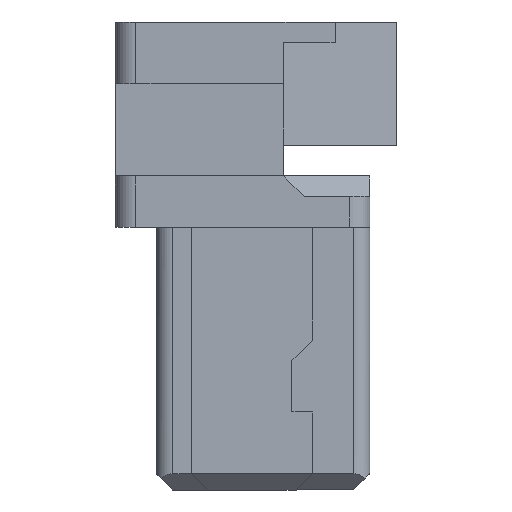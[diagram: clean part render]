
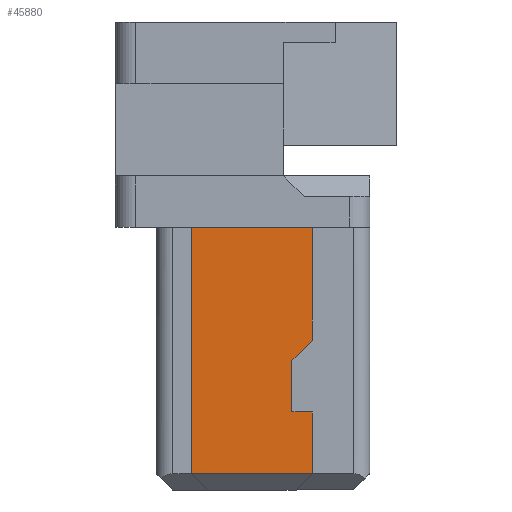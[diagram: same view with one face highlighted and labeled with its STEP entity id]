
A CAD part, left-side view. The second image highlights one B-rep face of the part: STEP entity #45880.
In plain terms, the highlighted face is planar.
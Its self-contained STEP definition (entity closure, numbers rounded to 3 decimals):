
#29200=CARTESIAN_POINT('',(29.897,67.416,12.625));
#29210=VERTEX_POINT('',#29200);
#29240=CARTESIAN_POINT('',(29.897,67.531,12.625));
#29250=DIRECTION('',(0.,-1.,0.));
#29260=VECTOR('',#29250,1.);
#29270=LINE('',#29240,#29260);
#29280=CARTESIAN_POINT('',(29.897,68.006,12.625));
#29290=VERTEX_POINT('',#29280);
#29300=EDGE_CURVE('',#29290,#29210,#29270,.T.);
#44210=CARTESIAN_POINT('',(28.822,68.006,12.625));
#44220=DIRECTION('',(1.,0.,0.));
#44230=VECTOR('',#44220,1.);
#44240=LINE('',#44210,#44230);
#44250=CARTESIAN_POINT('',(29.597,68.006,12.625));
#44260=VERTEX_POINT('',#44250);
#44270=EDGE_CURVE('',#44260,#29290,#44240,.T.);
#44470=CARTESIAN_POINT('',(29.597,56.396,12.625));
#44480=DIRECTION('',(0.,-1.,0.));
#44490=VECTOR('',#44480,1.);
#44500=LINE('',#44470,#44490);
#44510=CARTESIAN_POINT('',(29.597,67.906,12.625));
#44520=VERTEX_POINT('',#44510);
#44530=EDGE_CURVE('',#44260,#44520,#44500,.T.);
#44710=CARTESIAN_POINT('',(28.822,67.906,12.625));
#44720=DIRECTION('',(-1.,0.,0.));
#44730=VECTOR('',#44720,1.);
#44740=LINE('',#44710,#44730);
#44750=CARTESIAN_POINT('',(29.347,67.906,12.625));
#44760=VERTEX_POINT('',#44750);
#44770=EDGE_CURVE('',#44520,#44760,#44740,.T.);
#44950=CARTESIAN_POINT('',(28.822,68.431,12.625));
#44960=DIRECTION('',(-0.707,0.707,0.));
#44970=VECTOR('',#44960,1.);
#44980=LINE('',#44950,#44970);
#44990=CARTESIAN_POINT('',(29.247,68.006,12.625));
#45000=VERTEX_POINT('',#44990);
#45010=EDGE_CURVE('',#44760,#45000,#44980,.T.);
#45120=CARTESIAN_POINT('',(28.697,68.006,12.625));
#45130=VERTEX_POINT('',#45120);
#45140=EDGE_CURVE('',#45130,#45000,#44240,.T.);
#45610=CARTESIAN_POINT('',(29.977,67.646,12.625));
#45620=DIRECTION('',(0.,0.,1.));
#45630=DIRECTION('',(1.,0.,0.));
#45640=AXIS2_PLACEMENT_3D('',#45610,#45620,#45630);
#45650=PLANE('',#45640);
#45660=CARTESIAN_POINT('',(0.,67.416,12.625));
#45670=DIRECTION('',(1.,0.,0.));
#45680=VECTOR('',#45670,1.);
#45690=LINE('',#45660,#45680);
#45700=CARTESIAN_POINT('',(28.697,67.416,12.625));
#45710=VERTEX_POINT('',#45700);
#45720=EDGE_CURVE('',#45710,#29210,#45690,.T.);
#45730=ORIENTED_EDGE('',*,*,#45720,.T.);
#45740=CARTESIAN_POINT('',(28.697,0.,12.625));
#45750=DIRECTION('',(0.,1.,0.));
#45760=VECTOR('',#45750,1.);
#45770=LINE('',#45740,#45760);
#45780=EDGE_CURVE('',#45710,#45130,#45770,.T.);
#45790=ORIENTED_EDGE('',*,*,#45780,.F.);
#45800=ORIENTED_EDGE('',*,*,#45140,.F.);
#45810=ORIENTED_EDGE('',*,*,#45010,.T.);
#45820=ORIENTED_EDGE('',*,*,#44770,.T.);
#45830=ORIENTED_EDGE('',*,*,#44530,.T.);
#45840=ORIENTED_EDGE('',*,*,#44270,.F.);
#45850=ORIENTED_EDGE('',*,*,#29300,.F.);
#45860=EDGE_LOOP('',(#45850,#45840,#45830,#45820,#45810,#45800,#45790,
#45730));
#45870=FACE_OUTER_BOUND('',#45860,.T.);
#45880=ADVANCED_FACE('',(#45870),#45650,.T.);
